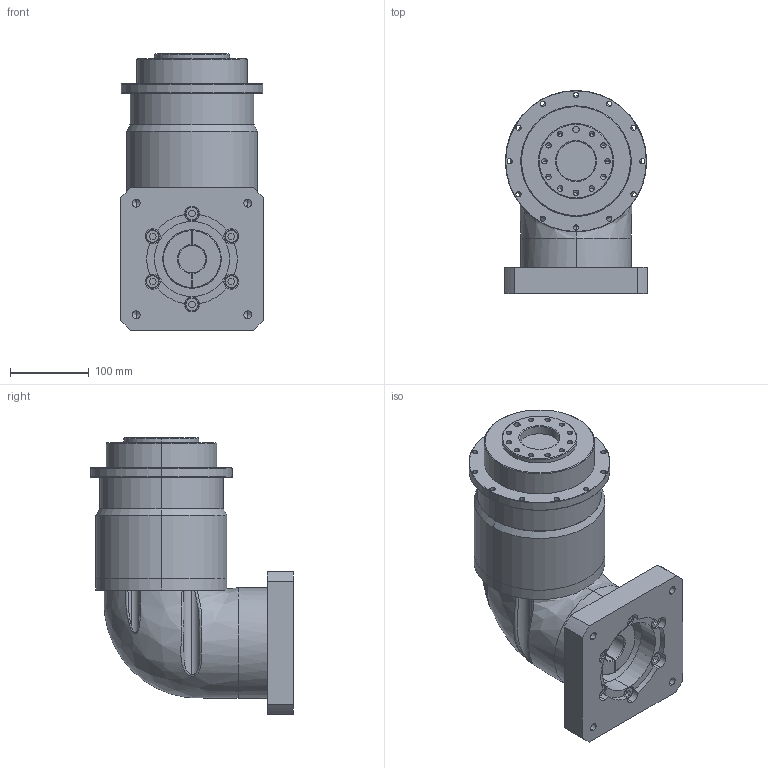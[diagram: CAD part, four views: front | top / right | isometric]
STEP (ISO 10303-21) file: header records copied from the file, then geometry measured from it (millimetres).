
FILE_DESCRIPTION (( 'STEP AP203' ), '1' );
FILE_NAME ('EVT140-L2-35-114.3-200.STEP', '2022-06-15T08:47:53', ( 'PC' ), ( 'Microsoft' ), 'SwSTEP 2.0', 'SolidWorks 2016', '' );
FILE_SCHEMA (( 'CONFIG_CONTROL_DESIGN' ));
Length unit declared in the file: millimetre
Products named in the file (1): EVT140-L2-35-114.3-200
Bounding box: 180 x 256.5 x 349.7 mm (x, y, z)
Volume: 7075205.6 mm3; surface area: 394064.3 mm2
Topology: 4 solids, 4 shells, 273 faces, 676 edges, 419 vertices
Faces by surface type: cylinder 123, plane 86, cone 42, torus 16, bspline 6
Entity records: 11309 total; most frequent: CARTESIAN_POINT 4709, DIRECTION 1431, ORIENTED_EDGE 1292, EDGE_CURVE 646, AXIS2_PLACEMENT_3D 564, VERTEX_POINT 419, EDGE_LOOP 335, LINE 303
